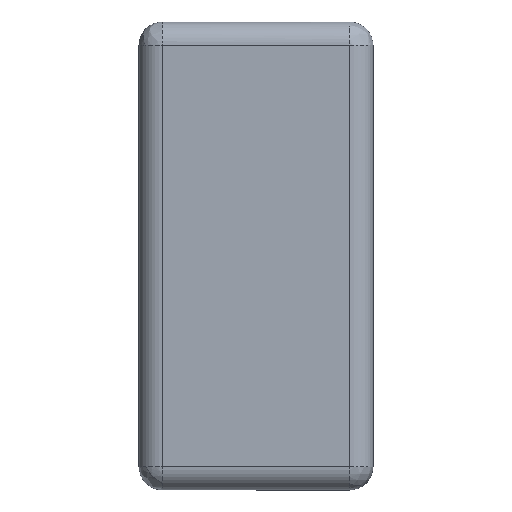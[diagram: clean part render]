
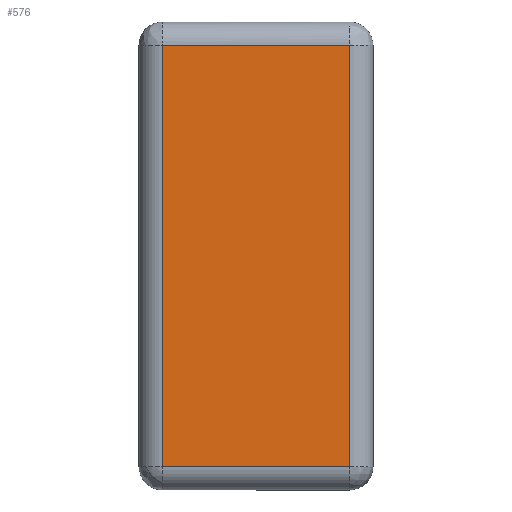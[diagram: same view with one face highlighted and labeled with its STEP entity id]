
A CAD part, top view. The second image highlights one B-rep face of the part: STEP entity #576.
In plain terms, the highlighted planar face has unit normal (0, 0, 1).
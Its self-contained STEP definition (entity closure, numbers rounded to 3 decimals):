
#20 = VERTEX_POINT ( 'NONE', #606 ) ;
#25 = DIRECTION ( 'NONE',  ( 0., -1., 0. ) ) ;
#61 = ORIENTED_EDGE ( 'NONE', *, *, #271, .F. ) ;
#68 = LINE ( 'NONE', #241, #541 ) ;
#92 = DIRECTION ( 'NONE',  ( 0., 1., 0. ) ) ;
#94 = EDGE_LOOP ( 'NONE', ( #61, #367, #196, #506 ) ) ;
#98 = VERTEX_POINT ( 'NONE', #556 ) ;
#123 = CARTESIAN_POINT ( 'NONE',  ( 0., 42., 3. ) ) ;
#139 = PLANE ( 'NONE',  #570 ) ;
#143 = DIRECTION ( 'NONE',  ( -1., 0., 0. ) ) ;
#186 = VERTEX_POINT ( 'NONE', #625 ) ;
#187 = EDGE_CURVE ( 'NONE', #186, #225, #444, .T. ) ;
#196 = ORIENTED_EDGE ( 'NONE', *, *, #565, .F. ) ;
#222 = CARTESIAN_POINT ( 'NONE',  ( 27., 15., 3. ) ) ;
#225 = VERTEX_POINT ( 'NONE', #524 ) ;
#241 = CARTESIAN_POINT ( 'NONE',  ( 3., 0., 3. ) ) ;
#265 = VECTOR ( 'NONE', #561, 1000. ) ;
#271 = EDGE_CURVE ( 'NONE', #225, #98, #496, .T. ) ;
#323 = VECTOR ( 'NONE', #25, 1000. ) ;
#329 = VECTOR ( 'NONE', #143, 1000. ) ;
#367 = ORIENTED_EDGE ( 'NONE', *, *, #187, .F. ) ;
#388 = CARTESIAN_POINT ( 'NONE',  ( 15., 15., 3. ) ) ;
#444 = LINE ( 'NONE', #123, #265 ) ;
#476 = DIRECTION ( 'NONE',  ( 0., 0., 1. ) ) ;
#488 = LINE ( 'NONE', #634, #329 ) ;
#496 = LINE ( 'NONE', #222, #323 ) ;
#506 = ORIENTED_EDGE ( 'NONE', *, *, #587, .F. ) ;
#524 = CARTESIAN_POINT ( 'NONE',  ( 27., 42., 3. ) ) ;
#541 = VECTOR ( 'NONE', #92, 1000. ) ;
#556 = CARTESIAN_POINT ( 'NONE',  ( 27., -12., 3. ) ) ;
#561 = DIRECTION ( 'NONE',  ( 1., 0., 0. ) ) ;
#565 = EDGE_CURVE ( 'NONE', #20, #186, #68, .T. ) ;
#570 = AXIS2_PLACEMENT_3D ( 'NONE', #388, #476, #575 ) ;
#575 = DIRECTION ( 'NONE',  ( 1., 0., 0. ) ) ;
#576 = ADVANCED_FACE ( 'NONE', ( #620 ), #139, .T. ) ;
#587 = EDGE_CURVE ( 'NONE', #98, #20, #488, .T. ) ;
#606 = CARTESIAN_POINT ( 'NONE',  ( 3., -12., 3. ) ) ;
#620 = FACE_OUTER_BOUND ( 'NONE', #94, .T. ) ;
#625 = CARTESIAN_POINT ( 'NONE',  ( 3., 42., 3. ) ) ;
#634 = CARTESIAN_POINT ( 'NONE',  ( 0., -12., 3. ) ) ;
